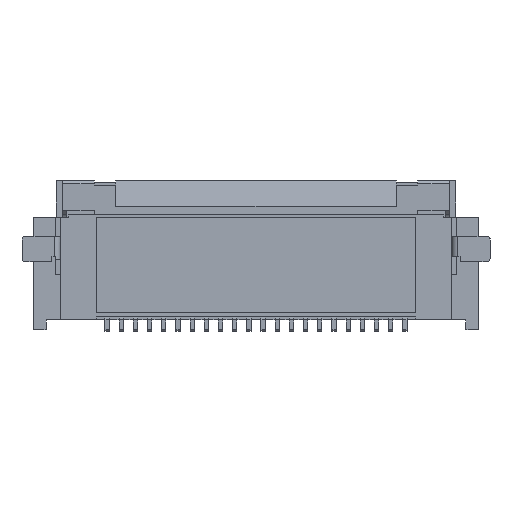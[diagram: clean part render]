
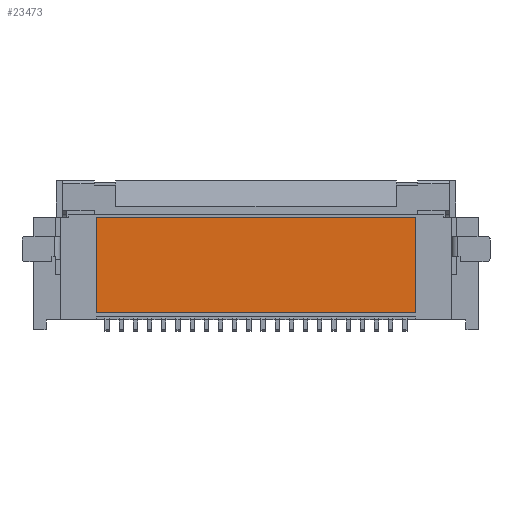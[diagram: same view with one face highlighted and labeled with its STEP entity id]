
A CAD part, front view. The second image highlights one B-rep face of the part: STEP entity #23473.
In plain terms, the highlighted planar face has unit normal (0, -1, 0).
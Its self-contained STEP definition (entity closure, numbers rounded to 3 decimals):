
#415=FACE_OUTER_BOUND('',#1541,.T.);
#1541=EDGE_LOOP('',(#15258,#15259,#15260,#15261));
#2838=LINE('',#32384,#6073);
#2864=LINE('',#32438,#6099);
#2867=LINE('',#32444,#6102);
#2868=LINE('',#32445,#6103);
#6073=VECTOR('',#26293,11.23);
#6099=VECTOR('',#26329,3.35);
#6102=VECTOR('',#26334,11.23);
#6103=VECTOR('',#26335,3.35);
#9274=VERTEX_POINT('',#32380);
#9276=VERTEX_POINT('',#32383);
#9299=VERTEX_POINT('',#32437);
#9301=VERTEX_POINT('',#32443);
#11639=EDGE_CURVE('',#9274,#9276,#2838,.T.);
#11667=EDGE_CURVE('',#9274,#9299,#2864,.T.);
#11670=EDGE_CURVE('',#9299,#9301,#2867,.T.);
#11671=EDGE_CURVE('',#9276,#9301,#2868,.T.);
#15258=ORIENTED_EDGE('',*,*,#11667,.T.);
#15259=ORIENTED_EDGE('',*,*,#11670,.T.);
#15260=ORIENTED_EDGE('',*,*,#11671,.F.);
#15261=ORIENTED_EDGE('',*,*,#11639,.F.);
#21889=PLANE('',#24634);
#23473=ADVANCED_FACE('',(#415),#21889,.T.);
#24634=AXIS2_PLACEMENT_3D('',#32442,#26332,#26333);
#26293=DIRECTION('',(1.,0.,0.));
#26329=DIRECTION('',(0.,0.,-1.));
#26332=DIRECTION('center_axis',(0.,-1.,0.));
#26333=DIRECTION('ref_axis',(0.,0.,-1.));
#26334=DIRECTION('',(1.,0.,0.));
#26335=DIRECTION('',(0.,0.,-1.));
#32380=CARTESIAN_POINT('',(-5.615,0.,2.7));
#32383=CARTESIAN_POINT('',(5.615,0.,2.7));
#32384=CARTESIAN_POINT('',(-5.615,0.,2.7));
#32437=CARTESIAN_POINT('',(-5.615,0.,-0.65));
#32438=CARTESIAN_POINT('',(-5.615,0.,2.7));
#32442=CARTESIAN_POINT('Origin',(-5.84,0.,1.025));
#32443=CARTESIAN_POINT('',(5.615,0.,-0.65));
#32444=CARTESIAN_POINT('',(-5.615,0.,-0.65));
#32445=CARTESIAN_POINT('',(5.615,0.,2.7));
